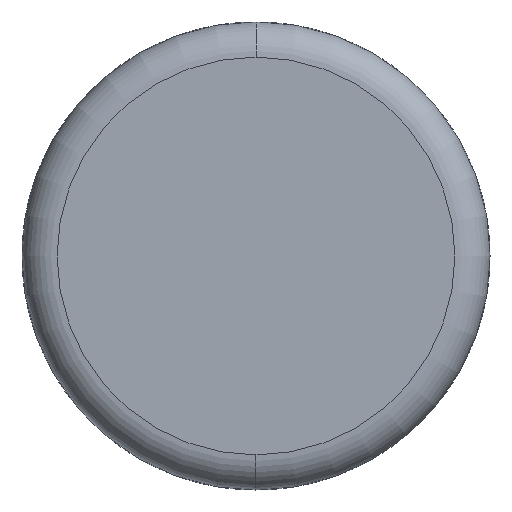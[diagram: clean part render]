
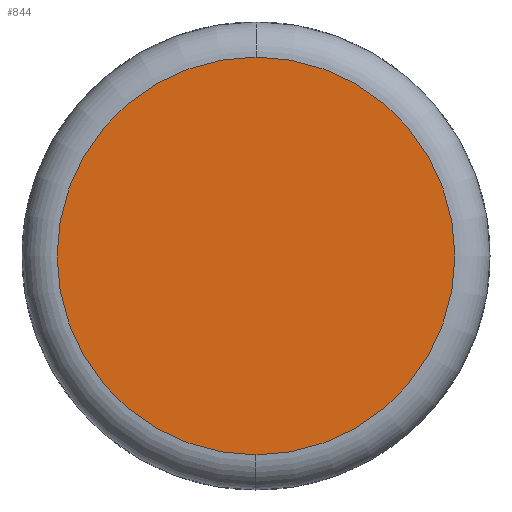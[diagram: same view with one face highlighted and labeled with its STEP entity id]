
A CAD part, front view. The second image highlights one B-rep face of the part: STEP entity #844.
In plain terms, the highlighted planar face has unit normal (0, -1, 0).
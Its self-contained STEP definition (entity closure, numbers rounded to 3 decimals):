
#844=ADVANCED_FACE('',(#1694),#1695,.T.);
#1694=FACE_OUTER_BOUND('',#2563,.T.);
#1695=PLANE('',#2564);
#2563=EDGE_LOOP('',(#5198,#5199,#5200));
#2564=AXIS2_PLACEMENT_3D('',#5201,#5202,#5203);
#5198=ORIENTED_EDGE('',*,*,#6372,.T.);
#5199=ORIENTED_EDGE('',*,*,#5518,.T.);
#5200=ORIENTED_EDGE('',*,*,#6373,.T.);
#5201=CARTESIAN_POINT('',(0.0,0.0,0.0));
#5202=DIRECTION('',(0.0,-1.0,0.0));
#5203=DIRECTION('',(-1.0,0.0,0.0));
#5518=EDGE_CURVE('',#6762,#6765,#6767,.T.);
#6372=EDGE_CURVE('',#7963,#6762,#7964,.T.);
#6373=EDGE_CURVE('',#6765,#7963,#7965,.T.);
#6762=VERTEX_POINT('',#8458);
#6765=VERTEX_POINT('',#8461);
#6767=CIRCLE('',#8463,4.723);
#7963=VERTEX_POINT('',#10151);
#7964=CIRCLE('',#10152,4.723);
#7965=CIRCLE('',#10153,4.723);
#8458=CARTESIAN_POINT('',(0.,0.0,4.723));
#8461=CARTESIAN_POINT('',(0.,0.0,-4.723));
#8463=AXIS2_PLACEMENT_3D('',#10583,#10584,#10585);
#10151=CARTESIAN_POINT('',(4.723,0.0,0.0));
#10152=AXIS2_PLACEMENT_3D('',#11387,#11388,#11389);
#10153=AXIS2_PLACEMENT_3D('',#11390,#11391,#11392);
#10583=CARTESIAN_POINT('',(0.0,0.0,0.));
#10584=DIRECTION('',(0.0,-1.0,0.0));
#10585=DIRECTION('',(1.0,0.0,0.0));
#11387=CARTESIAN_POINT('',(0.0,0.0,0.));
#11388=DIRECTION('',(0.0,-1.0,0.0));
#11389=DIRECTION('',(1.0,0.0,0.0));
#11390=CARTESIAN_POINT('',(0.0,0.0,0.));
#11391=DIRECTION('',(0.0,-1.0,0.0));
#11392=DIRECTION('',(1.0,0.0,0.0));
